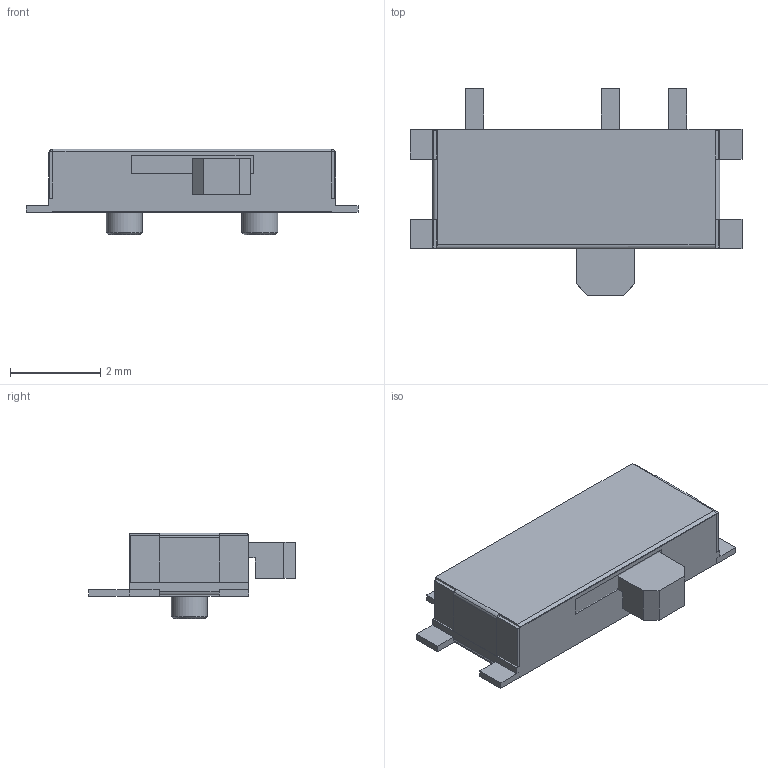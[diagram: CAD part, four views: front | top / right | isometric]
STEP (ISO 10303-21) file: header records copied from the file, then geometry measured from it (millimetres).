
FILE_DESCRIPTION( ( '' ), ' ' );
FILE_NAME( '5bc3e72b624d27140eb343cb.step', '2018-10-15T01:02:35', ( '' ), ( '' ), ' ', ' ', ' ' );
FILE_SCHEMA( ( 'AUTOMOTIVE_DESIGN { 1 0 10303 214 1 1 1 1 }' ) );
Length unit declared in the file: metre
Products named in the file (6): Open CASCADE STEP translator 6.8 4; Open CASCADE STEP translator 6.8 3; Open CASCADE STEP translator 6.8 2; Open CASCADE STEP translator 6.8 1
Bounding box: 7.35 x 4.57 x 1.9 mm (x, y, z)
Volume: 45.1 mm3; surface area: 144.4 mm2
Topology: 6 solids, 6 shells, 116 faces, 303 edges, 202 vertices
Faces by surface type: plane 107, cylinder 7, cone 2
Full cylindrical faces by diameter (mm): 0.8 x2
Entity records: 5948 total; most frequent: CARTESIAN_POINT 619, ORIENTED_EDGE 594, DIRECTION 561, STYLED_ITEM 413, PRESENTATION_STYLE_ASSIGNMENT 413, COLOUR_RGB 413, EDGE_CURVE 297, CURVE_STYLE 297
